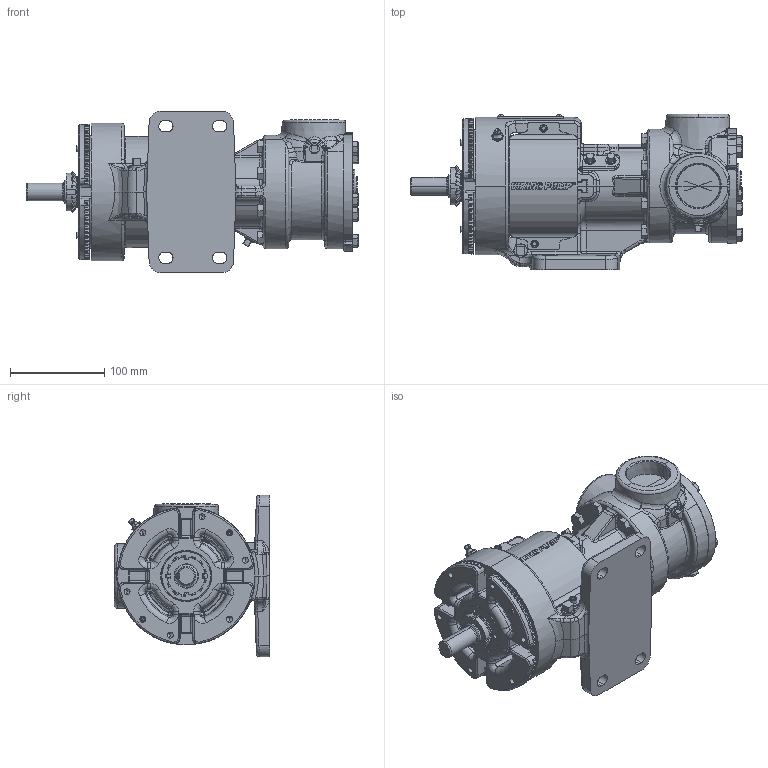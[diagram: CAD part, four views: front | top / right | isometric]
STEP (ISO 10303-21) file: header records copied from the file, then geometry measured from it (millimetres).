
FILE_DESCRIPTION (( 'STEP AP214' ), '1' );
FILE_NAME ('HV-4273.step', '2025-12-05T02:57:23', ( '' ), ( '' ), 'SwSTEP 2.0', 'SolidWorks 2024', '' );
FILE_SCHEMA (( 'AUTOMOTIVE_DESIGN' ));
Length unit declared in the file: inch
Products named in the file (1): HV-4273
Bounding box: 352.64 x 165.44 x 171.45 mm (x, y, z)
Volume: 2734113.5 mm3; surface area: 316097.5 mm2
Topology: 1 solids, 1 shells, 3811 faces, 9698 edges, 6023 vertices
Faces by surface type: plane 1207, bspline 1158, cylinder 780, cone 459, torus 129, sphere 78
Entity records: 157910 total; most frequent: CARTESIAN_POINT 75486, ORIENTED_EDGE 19230, DIRECTION 14060, EDGE_CURVE 9615, VERTEX_POINT 6016, AXIS2_PLACEMENT_3D 5137, EDGE_LOOP 4041, ADVANCED_FACE 3807
